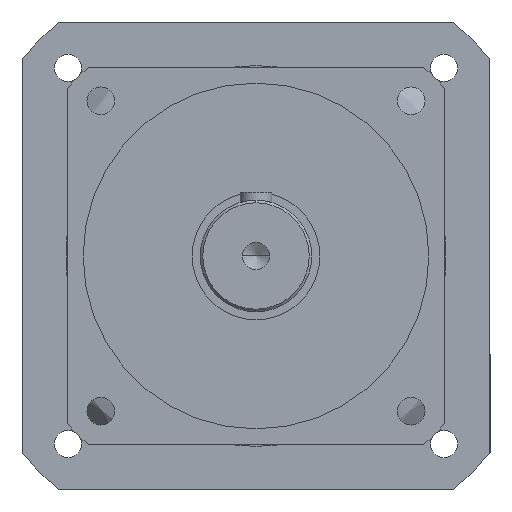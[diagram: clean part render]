
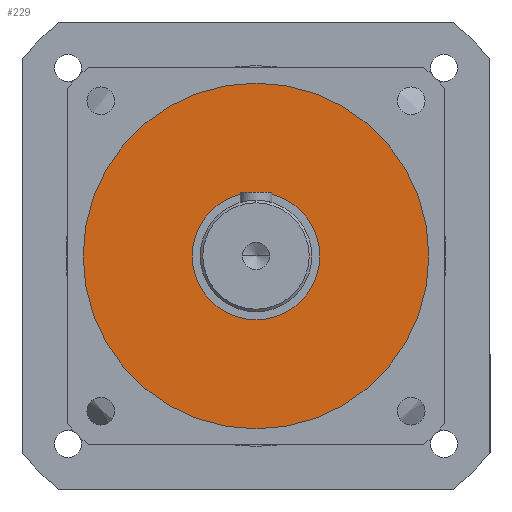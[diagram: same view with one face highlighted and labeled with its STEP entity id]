
A CAD part, left-side view. The second image highlights one B-rep face of the part: STEP entity #229.
In plain terms, the highlighted planar face has unit normal (-1, 0, 0).
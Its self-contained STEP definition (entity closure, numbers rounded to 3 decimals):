
#229 = ADVANCED_FACE ( 'NONE', ( #3780, #4492 ), #4183, .T. ) ;
#256 = CIRCLE ( 'NONE', #7619, 65. ) ;
#652 = CARTESIAN_POINT ( 'NONE',  ( -192., 0., 0. ) ) ;
#701 = CIRCLE ( 'NONE', #8570, 65. ) ;
#726 = EDGE_CURVE ( 'NONE', #3343, #5766, #10625, .T. ) ;
#806 = DIRECTION ( 'NONE',  ( -1., 0., 0. ) ) ;
#1546 = CIRCLE ( 'NONE', #11584, 24. ) ;
#1717 = VERTEX_POINT ( 'NONE', #11400 ) ;
#1749 = EDGE_CURVE ( 'NONE', #3625, #1717, #701, .T. ) ;
#2501 = AXIS2_PLACEMENT_3D ( 'NONE', #652, #8649, #5125 ) ;
#2671 = DIRECTION ( 'NONE',  ( 0., 0., -1. ) ) ;
#2741 = ORIENTED_EDGE ( 'NONE', *, *, #1749, .F. ) ;
#3249 = EDGE_LOOP ( 'NONE', ( #3612, #4283 ) ) ;
#3276 = CARTESIAN_POINT ( 'NONE',  ( -192., 0., 0. ) ) ;
#3343 = VERTEX_POINT ( 'NONE', #6636 ) ;
#3356 = CARTESIAN_POINT ( 'NONE',  ( -192., 65., 0. ) ) ;
#3392 = DIRECTION ( 'NONE',  ( 0., 0., -1. ) ) ;
#3477 = DIRECTION ( 'NONE',  ( 0., 0., -1. ) ) ;
#3519 = CARTESIAN_POINT ( 'NONE',  ( -192., 0., 0. ) ) ;
#3612 = ORIENTED_EDGE ( 'NONE', *, *, #5772, .T. ) ;
#3625 = VERTEX_POINT ( 'NONE', #9556 ) ;
#3780 = FACE_OUTER_BOUND ( 'NONE', #4068, .T. ) ;
#4068 = EDGE_LOOP ( 'NONE', ( #2741, #8413 ) ) ;
#4183 = PLANE ( 'NONE',  #6929 ) ;
#4283 = ORIENTED_EDGE ( 'NONE', *, *, #726, .T. ) ;
#4304 = DIRECTION ( 'NONE',  ( 0., 0., 1. ) ) ;
#4492 = FACE_BOUND ( 'NONE', #3249, .T. ) ;
#5125 = DIRECTION ( 'NONE',  ( 0., 0., -1. ) ) ;
#5766 = VERTEX_POINT ( 'NONE', #9434 ) ;
#5772 = EDGE_CURVE ( 'NONE', #5766, #3343, #1546, .T. ) ;
#6636 = CARTESIAN_POINT ( 'NONE',  ( -192., 0., 24. ) ) ;
#6929 = AXIS2_PLACEMENT_3D ( 'NONE', #3356, #806, #4304 ) ;
#7146 = CARTESIAN_POINT ( 'NONE',  ( -192., 0., 0. ) ) ;
#7619 = AXIS2_PLACEMENT_3D ( 'NONE', #7146, #10722, #2671 ) ;
#7705 = EDGE_CURVE ( 'NONE', #1717, #3625, #256, .T. ) ;
#8413 = ORIENTED_EDGE ( 'NONE', *, *, #7705, .F. ) ;
#8570 = AXIS2_PLACEMENT_3D ( 'NONE', #3519, #9762, #3477 ) ;
#8649 = DIRECTION ( 'NONE',  ( 1., 0., 0. ) ) ;
#9434 = CARTESIAN_POINT ( 'NONE',  ( -192., 0., -24. ) ) ;
#9556 = CARTESIAN_POINT ( 'NONE',  ( -192., 0., -65. ) ) ;
#9762 = DIRECTION ( 'NONE',  ( 1., 0., 0. ) ) ;
#10625 = CIRCLE ( 'NONE', #2501, 24. ) ;
#10722 = DIRECTION ( 'NONE',  ( 1., 0., 0. ) ) ;
#11345 = DIRECTION ( 'NONE',  ( 1., 0., 0. ) ) ;
#11400 = CARTESIAN_POINT ( 'NONE',  ( -192., 0., 65. ) ) ;
#11584 = AXIS2_PLACEMENT_3D ( 'NONE', #3276, #11345, #3392 ) ;
